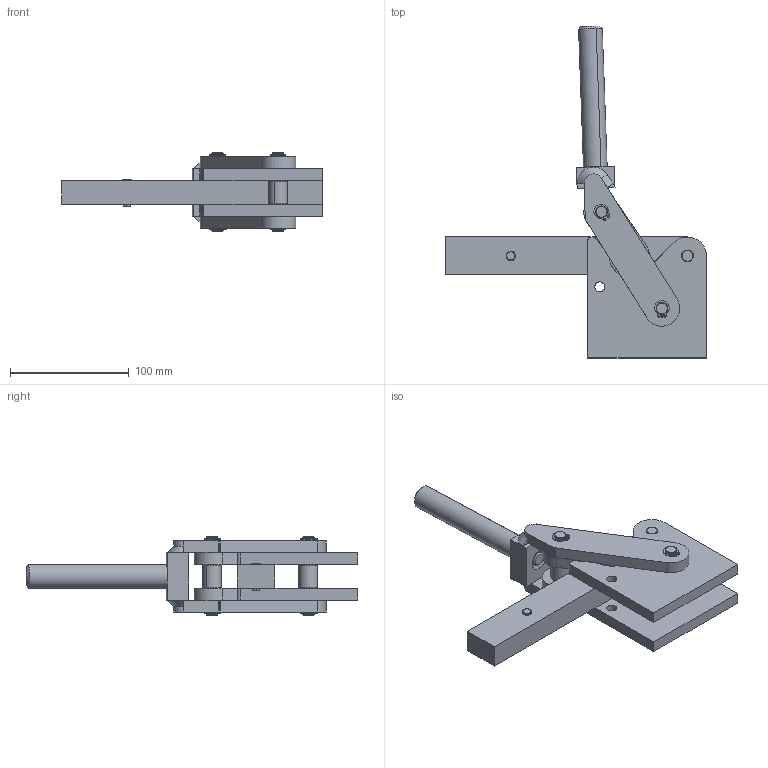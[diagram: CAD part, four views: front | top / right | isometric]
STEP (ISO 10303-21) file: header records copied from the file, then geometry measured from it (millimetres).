
FILE_DESCRIPTION((''),'2;1');
FILE_NAME('222.1-opened.stp','2005-09-27T21:34:43',('Kysilko'),(''),'Autodesk Inventor 8','Autodesk Inventor 8','');
FILE_SCHEMA(('AUTOMOTIVE_DESIGN { 1 0 10303 214 1 1 1 1 }'));
Length unit declared in the file: millimetre
Products named in the file (1): Part31
Bounding box: 220 x 279.97 x 66 mm (x, y, z)
Volume: 501755.1 mm3; surface area: 94114.3 mm2
Topology: 1 solids, 5 shells, 454 faces, 1258 edges, 816 vertices
Faces by surface type: plane 293, cylinder 95, cone 40, bspline 24, torus 2
Entity records: 14816 total; most frequent: CARTESIAN_POINT 3175, ORIENTED_EDGE 2512, DIRECTION 2447, EDGE_CURVE 1256, AXIS2_PLACEMENT_3D 880, VERTEX_POINT 816, VECTOR 687, LINE 687
